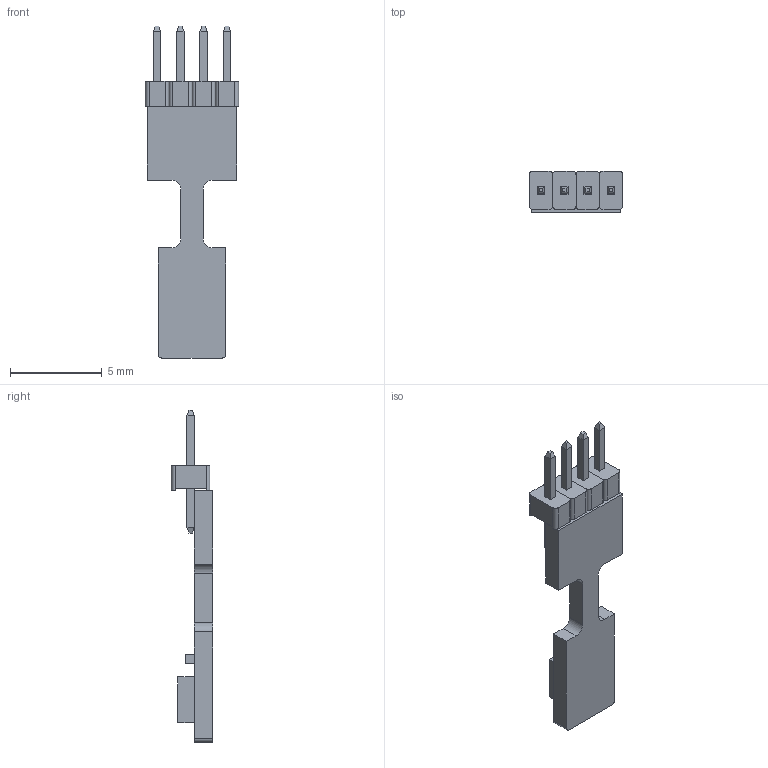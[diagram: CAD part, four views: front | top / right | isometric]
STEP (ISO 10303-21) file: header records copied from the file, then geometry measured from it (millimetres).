
FILE_DESCRIPTION (( 'STEP AP214' ), '1' );
FILE_NAME ('SHT85.STEP', '2019-04-26T20:57:16', ( '' ), ( '' ), 'SwSTEP 2.0', 'SolidWorks 2017', '' );
FILE_SCHEMA (( 'AUTOMOTIVE_DESIGN' ));
Length unit declared in the file: millimetre
Products named in the file (1): SHT85
Bounding box: 5.08 x 2.25 x 18.1 mm (x, y, z)
Volume: 69.2 mm3; surface area: 264.7 mm2
Topology: 13 solids, 13 shells, 172 faces, 390 edges, 244 vertices
Faces by surface type: plane 150, cylinder 22
Entity records: 4852 total; most frequent: CARTESIAN_POINT 807, DIRECTION 780, ORIENTED_EDGE 780, EDGE_CURVE 390, VECTOR 346, LINE 346, VERTEX_POINT 244, AXIS2_PLACEMENT_3D 217
